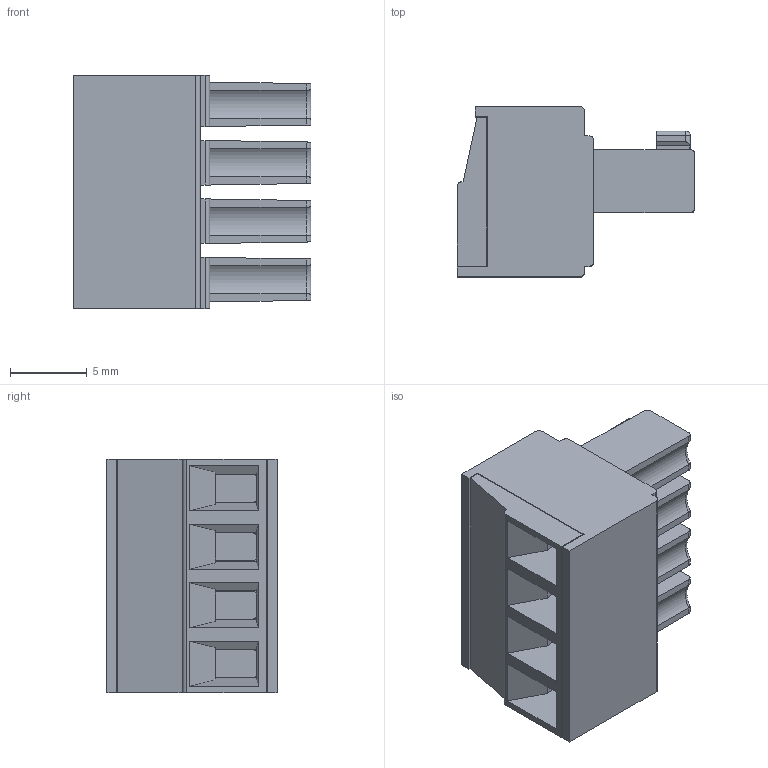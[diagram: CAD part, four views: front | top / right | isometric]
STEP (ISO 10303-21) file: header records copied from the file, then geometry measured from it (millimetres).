
FILE_DESCRIPTION(('STEP AP214'),'1');
FILE_NAME('SH04-3,81.stp','2018-11-19T09:33:10',(' '),(' '),'Spatial InterOp 3D',' ',' ');
FILE_SCHEMA(('AUTOMOTIVE_DESIGN { 1 0 10303 214 1 1 1 1 }'));
Length unit declared in the file: metre
Products named in the file (1): 1
Bounding box: 15.5 x 11.1 x 15.24 mm (x, y, z)
Volume: 1427.6 mm3; surface area: 1741.5 mm2
Topology: 1 solids, 1 shells, 314 faces, 827 edges, 525 vertices
Faces by surface type: plane 210, cylinder 72, torus 12, cone 12, sphere 8
Full cylindrical faces by diameter (mm): 1.2 x4, 2.8 x4, 3 x4
Entity records: 11963 total; most frequent: CARTESIAN_POINT 1845, ORIENTED_EDGE 1564, DIRECTION 1544, EDGE_CURVE 782, LINE 578, VECTOR 578, VERTEX_POINT 512, AXIS2_PLACEMENT_3D 483
